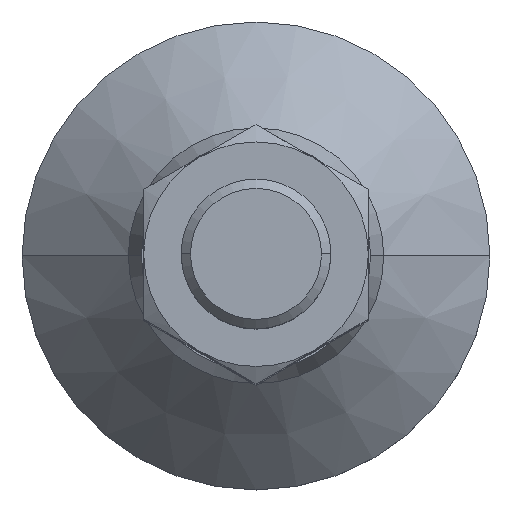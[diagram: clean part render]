
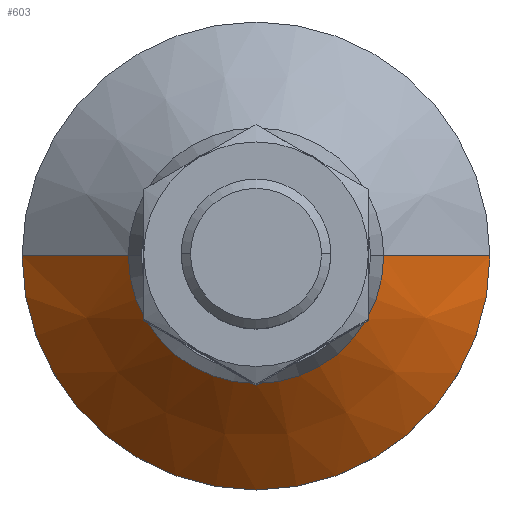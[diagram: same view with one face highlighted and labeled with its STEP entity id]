
A CAD part, top view. The second image highlights one B-rep face of the part: STEP entity #603.
In plain terms, the highlighted conical face has half-angle 45 degrees and reference radius 19.325 mm.
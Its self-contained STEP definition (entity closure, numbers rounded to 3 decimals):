
#383=EDGE_CURVE('',#931,#591,#1030,.T.);
#503=VERTEX_POINT('',#1167);
#591=VERTEX_POINT('',#1263);
#595=VERTEX_POINT('',#1267);
#603=ADVANCED_FACE('',(#1276),#1277,.T.);
#873=EDGE_CURVE('',#595,#591,#1585,.T.);
#931=VERTEX_POINT('',#1646);
#963=EDGE_CURVE('',#595,#503,#1682,.T.);
#971=EDGE_CURVE('',#503,#931,#1690,.T.);
#1030=LINE('',#1779,#1780);
#1167=CARTESIAN_POINT('',(13.65,0.,18.35));
#1263=CARTESIAN_POINT('',(-25.0,0.,7.));
#1267=CARTESIAN_POINT('',(25.0,0.,7.));
#1276=FACE_OUTER_BOUND('',#2238,.T.);
#1277=CONICAL_SURFACE('',#2239,19.325,0.785);
#1585=CIRCLE('',#2804,25.0);
#1646=CARTESIAN_POINT('',(-13.65,0.,18.35));
#1682=LINE('',#3004,#3005);
#1690=CIRCLE('',#3016,13.65);
#1779=CARTESIAN_POINT('',(-19.325,0.,12.675));
#1780=VECTOR('',#3046,1.0);
#2238=EDGE_LOOP('',(#3321,#3322,#3323,#3324));
#2239=AXIS2_PLACEMENT_3D('',#3325,#3326,#3327);
#2804=AXIS2_PLACEMENT_3D('',#3729,#3730,#3731);
#3004=CARTESIAN_POINT('',(19.325,0.,12.675));
#3005=VECTOR('',#3821,1.0);
#3016=AXIS2_PLACEMENT_3D('',#3828,#3829,#3830);
#3046=DIRECTION('',(-0.707,0.,-0.707));
#3321=ORIENTED_EDGE('',*,*,#383,.T.);
#3322=ORIENTED_EDGE('',*,*,#873,.F.);
#3323=ORIENTED_EDGE('',*,*,#963,.T.);
#3324=ORIENTED_EDGE('',*,*,#971,.T.);
#3325=CARTESIAN_POINT('',(0.0,0.,12.675));
#3326=DIRECTION('',(-0.0,-0.0,-1.0));
#3327=DIRECTION('',(-1.0,0.,0.0));
#3729=CARTESIAN_POINT('',(0.0,0.,7.));
#3730=DIRECTION('',(-0.0,0.0,-1.0));
#3731=DIRECTION('',(-1.0,0.,0.0));
#3821=DIRECTION('',(-0.707,0.,0.707));
#3828=CARTESIAN_POINT('',(0.0,0.,18.35));
#3829=DIRECTION('',(-0.0,0.0,-1.0));
#3830=DIRECTION('',(-1.0,0.,0.0));
